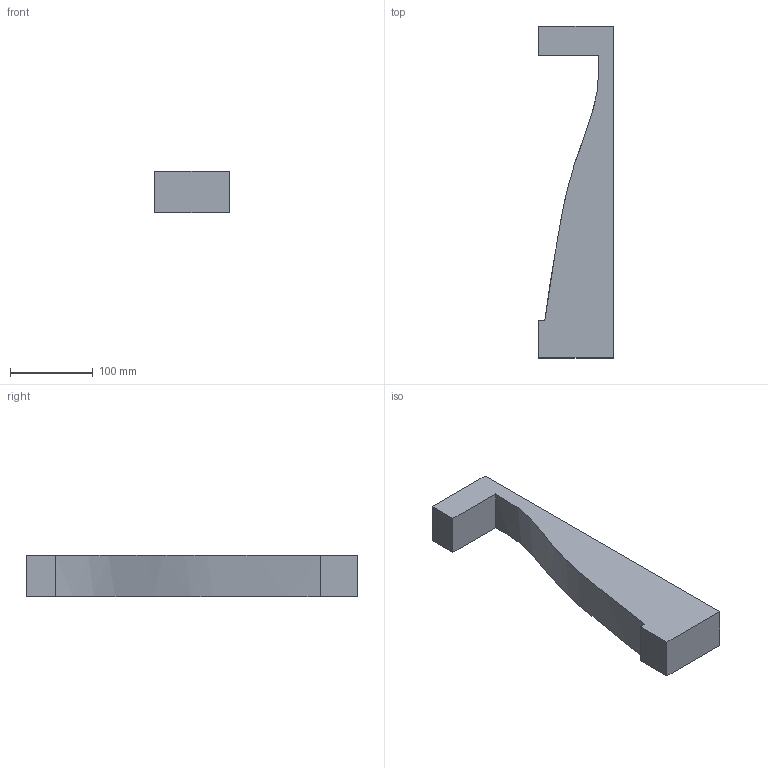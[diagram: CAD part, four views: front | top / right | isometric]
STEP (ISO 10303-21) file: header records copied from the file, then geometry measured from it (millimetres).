
FILE_DESCRIPTION(/* description */ (''),/* implementation_level */ '2;1');
FILE_NAME(/* name */ 'NACADUCTblock v1.step',/* time_stamp */ '2024-03-28T13:24:40+09:00',/* author */ (''),/* organization */ (''),/* preprocessor_version */ 'ST-DEVELOPER v20',/* originating_system */ 'Autodesk Translation Framework v12.20.1.177',/* authorisation */ '');
FILE_SCHEMA (('AUTOMOTIVE_DESIGN { 1 0 10303 214 3 1 1 }'));
Length unit declared in the file: millimetre
Products named in the file (1): NACADUCTblock
Bounding box: 90 x 400 x 50 mm (x, y, z)
Volume: 1173009.9 mm3; surface area: 100286.9 mm2
Topology: 1 solids, 1 shells, 10 faces, 24 edges, 16 vertices
Faces by surface type: plane 9, bspline 1
Entity records: 1213 total; most frequent: CARTESIAN_POINT 952, ORIENTED_EDGE 48, DIRECTION 42, EDGE_CURVE 24, LINE 22, VECTOR 22, VERTEX_POINT 16, FACE_OUTER_BOUND 10
